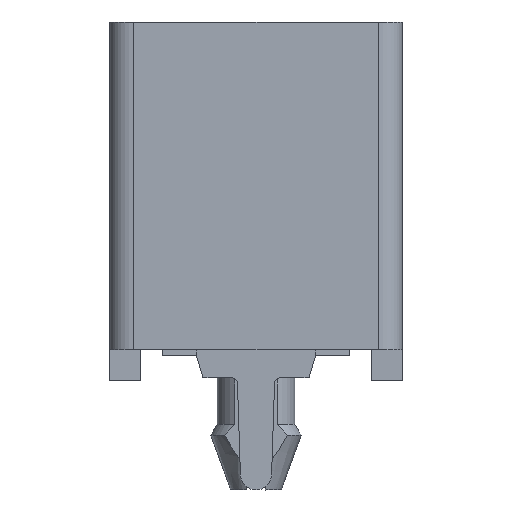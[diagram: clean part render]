
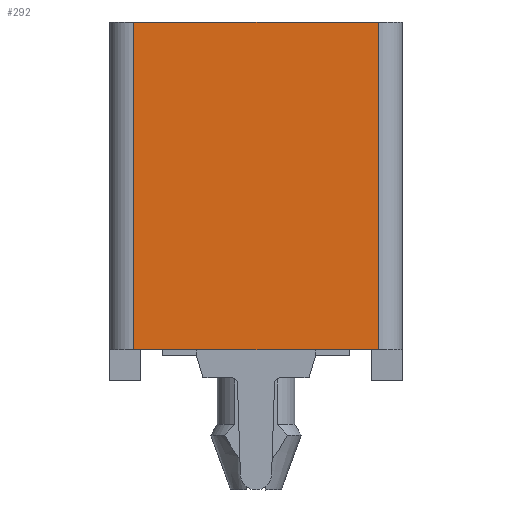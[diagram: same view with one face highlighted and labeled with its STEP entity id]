
A CAD part, left-side view. The second image highlights one B-rep face of the part: STEP entity #292.
In plain terms, the highlighted planar face has unit normal (-1, 0, 0).
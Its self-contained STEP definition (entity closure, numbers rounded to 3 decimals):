
#292=ADVANCED_FACE('',(#782),#783,.T.);
#782=FACE_OUTER_BOUND('',#1475,.T.);
#783=PLANE('',#1476);
#1475=EDGE_LOOP('',(#2291,#2292,#2293,#2294));
#1476=AXIS2_PLACEMENT_3D('',#2295,#2296,#2297);
#2291=ORIENTED_EDGE('',*,*,#4471,.T.);
#2292=ORIENTED_EDGE('',*,*,#4472,.F.);
#2293=ORIENTED_EDGE('',*,*,#4445,.T.);
#2294=ORIENTED_EDGE('',*,*,#4473,.T.);
#2295=CARTESIAN_POINT('',(0.0,4.7,5.25));
#2296=DIRECTION('',(-1.0,0.,0.));
#2297=DIRECTION('',(0.,1.0,0.));
#4445=EDGE_CURVE('',#5414,#5415,#5416,.T.);
#4471=EDGE_CURVE('',#5456,#5457,#5458,.T.);
#4472=EDGE_CURVE('',#5414,#5457,#5459,.T.);
#4473=EDGE_CURVE('',#5415,#5456,#5460,.T.);
#5414=VERTEX_POINT('',#6813);
#5415=VERTEX_POINT('',#6814);
#5416=LINE('',#6815,#6816);
#5456=VERTEX_POINT('',#6875);
#5457=VERTEX_POINT('',#6876);
#5458=LINE('',#6877,#6878);
#5459=LINE('',#6879,#6880);
#5460=LINE('',#6881,#6882);
#6813=CARTESIAN_POINT('',(0.0,8.625,10.5));
#6814=CARTESIAN_POINT('',(0.0,8.625,0.));
#6815=CARTESIAN_POINT('',(0.0,8.625,0.));
#6816=VECTOR('',#8940,1000.0);
#6875=CARTESIAN_POINT('',(0.0,0.775,0.));
#6876=CARTESIAN_POINT('',(0.0,0.775,10.5));
#6877=CARTESIAN_POINT('',(0.0,0.775,0.));
#6878=VECTOR('',#8966,1000.0);
#6879=CARTESIAN_POINT('',(0.0,11.2,10.5));
#6880=VECTOR('',#8967,1000.0);
#6881=CARTESIAN_POINT('',(0.0,11.2,0.));
#6882=VECTOR('',#8968,1000.0);
#8940=DIRECTION('',(0.,0.,-1.0));
#8966=DIRECTION('',(0.,0.,1.0));
#8967=DIRECTION('',(0.,-1.0,0.));
#8968=DIRECTION('',(0.,-1.0,0.));
